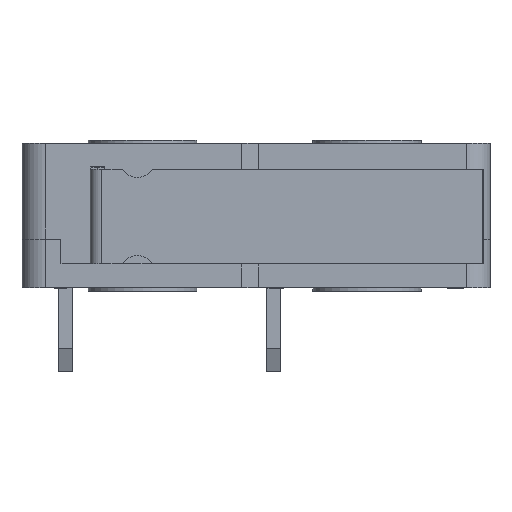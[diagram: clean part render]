
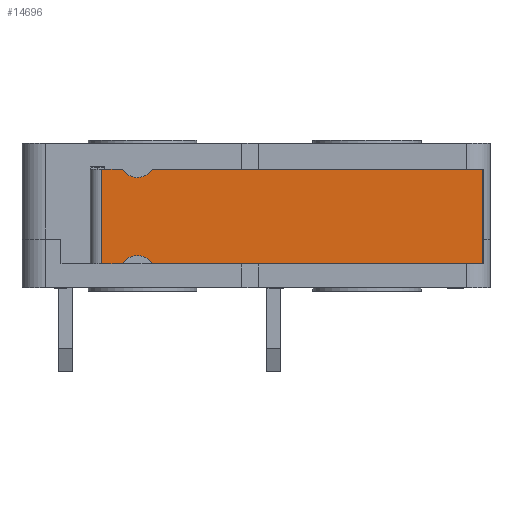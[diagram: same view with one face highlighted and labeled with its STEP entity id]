
A CAD part, top view. The second image highlights one B-rep face of the part: STEP entity #14696.
In plain terms, the highlighted planar face has unit normal (-0.013, 0, 1).
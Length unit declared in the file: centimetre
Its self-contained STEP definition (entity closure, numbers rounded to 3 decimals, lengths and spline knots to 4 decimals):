
#854=CIRCLE('',#15529,0.075);
#855=CIRCLE('',#15531,0.075);
#964=FACE_OUTER_BOUND('',#1776,.T.);
#1776=EDGE_LOOP('',(#9820,#9821,#9822,#9823,#9824,#9825,#9826,#9827));
#2675=LINE('',#19256,#4342);
#2684=LINE('',#19279,#4351);
#2711=LINE('',#19341,#4378);
#2712=LINE('',#19343,#4379);
#2713=LINE('',#19345,#4380);
#2714=LINE('',#19346,#4381);
#4342=VECTOR('',#16254,1.);
#4351=VECTOR('',#16269,1.);
#4378=VECTOR('',#16324,1.);
#4379=VECTOR('',#16325,1.);
#4380=VECTOR('',#16326,1.);
#4381=VECTOR('',#16327,1.);
#5993=VERTEX_POINT('',#19253);
#5994=VERTEX_POINT('',#19255);
#6004=VERTEX_POINT('',#19276);
#6005=VERTEX_POINT('',#19278);
#6024=VERTEX_POINT('',#19330);
#6025=VERTEX_POINT('',#19335);
#6027=VERTEX_POINT('',#19342);
#6028=VERTEX_POINT('',#19344);
#7488=EDGE_CURVE('',#5994,#5993,#2675,.T.);
#7499=EDGE_CURVE('',#6005,#6004,#2684,.T.);
#7527=EDGE_CURVE('',#6024,#5994,#854,.T.);
#7529=EDGE_CURVE('',#6004,#6025,#855,.T.);
#7531=EDGE_CURVE('',#6005,#5993,#2711,.T.);
#7532=EDGE_CURVE('',#6025,#6027,#2712,.T.);
#7533=EDGE_CURVE('',#6028,#6027,#2713,.T.);
#7534=EDGE_CURVE('',#6028,#6024,#2714,.T.);
#9820=ORIENTED_EDGE('',*,*,#7527,.T.);
#9821=ORIENTED_EDGE('',*,*,#7488,.T.);
#9822=ORIENTED_EDGE('',*,*,#7531,.F.);
#9823=ORIENTED_EDGE('',*,*,#7499,.T.);
#9824=ORIENTED_EDGE('',*,*,#7529,.T.);
#9825=ORIENTED_EDGE('',*,*,#7532,.T.);
#9826=ORIENTED_EDGE('',*,*,#7533,.F.);
#9827=ORIENTED_EDGE('',*,*,#7534,.T.);
#14172=PLANE('',#15533);
#14696=ADVANCED_FACE('',(#964),#14172,.T.);
#15529=AXIS2_PLACEMENT_3D('',#19333,#16313,#16314);
#15531=AXIS2_PLACEMENT_3D('',#19338,#16318,#16319);
#15533=AXIS2_PLACEMENT_3D('',#19340,#16322,#16323);
#16254=DIRECTION('',(-1.,0.,-0.013));
#16269=DIRECTION('',(1.,0.,0.013));
#16313=DIRECTION('center_axis',(0.013,0.,-1.));
#16314=DIRECTION('ref_axis',(-1.,0.,-0.013));
#16318=DIRECTION('center_axis',(0.013,0.,-1.));
#16319=DIRECTION('ref_axis',(-1.,0.,-0.013));
#16322=DIRECTION('center_axis',(-0.013,0.,
1.));
#16323=DIRECTION('ref_axis',(1.,0.,0.013));
#16324=DIRECTION('',(0.,1.,0.));
#16325=DIRECTION('',(1.,0.,0.013));
#16326=DIRECTION('',(0.,-1.,0.));
#16327=DIRECTION('',(-1.,0.,-0.013));
#19253=CARTESIAN_POINT('',(-0.1725,-0.11,0.8752));
#19255=CARTESIAN_POINT('',(-0.0859,-0.11,0.8764));
#19256=CARTESIAN_POINT('',(-0.1725,-0.11,0.8752));
#19276=CARTESIAN_POINT('',(-0.0859,-0.51,0.8764));
#19278=CARTESIAN_POINT('',(-0.1725,-0.51,0.8752));
#19279=CARTESIAN_POINT('',(-0.1725,-0.51,0.8752));
#19330=CARTESIAN_POINT('',(0.0409,-0.11,0.878));
#19333=CARTESIAN_POINT('Origin',(-0.0225,-0.07,
0.8772));
#19335=CARTESIAN_POINT('',(0.0409,-0.51,0.878));
#19338=CARTESIAN_POINT('Origin',(-0.0225,-0.55,0.8772));
#19340=CARTESIAN_POINT('Origin',(1.4404,-0.31,0.896));
#19341=CARTESIAN_POINT('',(-0.1725,-0.31,0.8752));
#19342=CARTESIAN_POINT('',(1.4404,-0.51,0.896));
#19343=CARTESIAN_POINT('',(-0.1725,-0.51,0.8752));
#19344=CARTESIAN_POINT('',(1.4404,-0.11,0.896));
#19345=CARTESIAN_POINT('',(1.4404,-0.31,0.896));
#19346=CARTESIAN_POINT('',(-0.1725,-0.11,0.8752));
